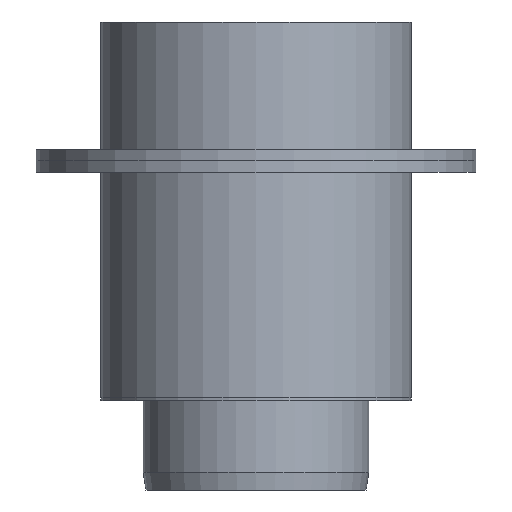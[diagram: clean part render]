
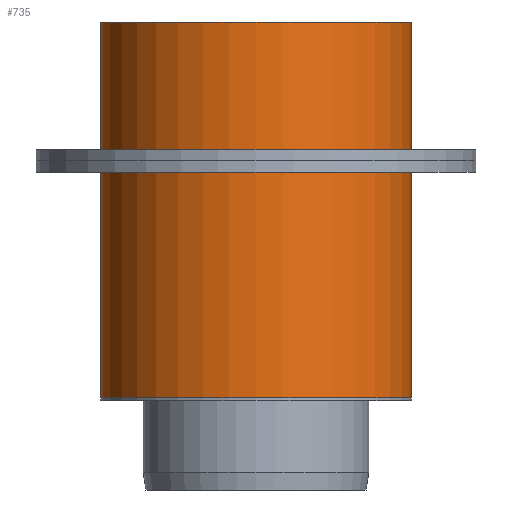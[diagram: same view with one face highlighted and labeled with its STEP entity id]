
A CAD part, front view. The second image highlights one B-rep face of the part: STEP entity #735.
In plain terms, the highlighted cylindrical face has radius 1095 mm (diameter 2190 mm), a full revolution.
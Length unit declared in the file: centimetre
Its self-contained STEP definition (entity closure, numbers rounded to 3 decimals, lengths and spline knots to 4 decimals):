
#106=FACE_OUTER_BOUND('',#163,.T.);
#163=EDGE_LOOP('',(#620,#621,#622,#623));
#207=LINE('',#1319,#232);
#232=VECTOR('',#1080,109.5);
#296=CIRCLE('',#848,109.5);
#297=CIRCLE('',#849,109.5);
#362=VERTEX_POINT('',#1316);
#363=VERTEX_POINT('',#1318);
#452=EDGE_CURVE('',#362,#362,#296,.T.);
#453=EDGE_CURVE('',#362,#363,#207,.T.);
#454=EDGE_CURVE('',#363,#363,#297,.T.);
#620=ORIENTED_EDGE('',*,*,#452,.F.);
#621=ORIENTED_EDGE('',*,*,#453,.T.);
#622=ORIENTED_EDGE('',*,*,#454,.F.);
#623=ORIENTED_EDGE('',*,*,#453,.F.);
#697=CYLINDRICAL_SURFACE('',#847,109.5);
#735=ADVANCED_FACE('',(#106),#697,.T.);
#847=AXIS2_PLACEMENT_3D('',#1315,#1076,#1077);
#848=AXIS2_PLACEMENT_3D('',#1317,#1078,#1079);
#849=AXIS2_PLACEMENT_3D('',#1320,#1081,#1082);
#1076=DIRECTION('center_axis',(0.,0.,-1.));
#1077=DIRECTION('ref_axis',(1.,0.,0.));
#1078=DIRECTION('center_axis',(0.,0.,-1.));
#1079=DIRECTION('ref_axis',(1.,0.,0.));
#1080=DIRECTION('',(0.,0.,1.));
#1081=DIRECTION('center_axis',(0.,0.,1.));
#1082=DIRECTION('ref_axis',(1.,0.,0.));
#1315=CARTESIAN_POINT('Origin',(0.,0.,197.5));
#1316=CARTESIAN_POINT('',(-109.5,0.,65.));
#1317=CARTESIAN_POINT('Origin',(0.,0.,65.));
#1318=CARTESIAN_POINT('',(-109.5,0.,330.));
#1319=CARTESIAN_POINT('',(-109.5,0.,197.5));
#1320=CARTESIAN_POINT('Origin',(0.,0.,330.));
